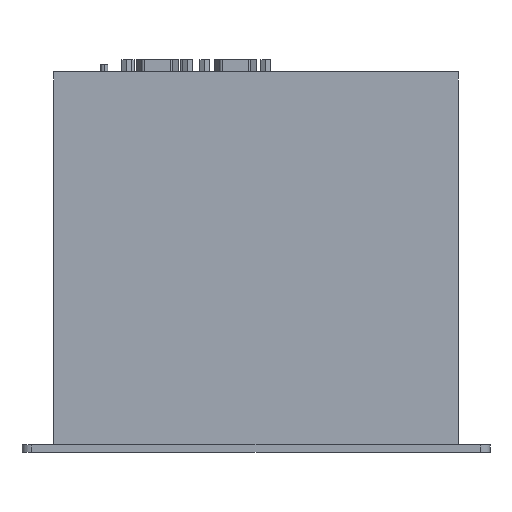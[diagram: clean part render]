
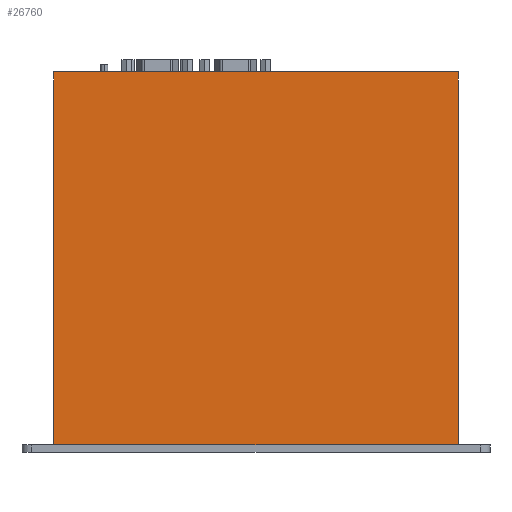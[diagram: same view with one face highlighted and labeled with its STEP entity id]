
A CAD part, left-side view. The second image highlights one B-rep face of the part: STEP entity #26760.
In plain terms, the highlighted planar face has unit normal (-1, 0, 0).
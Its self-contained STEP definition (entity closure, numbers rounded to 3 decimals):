
#760 = LINE ( 'NONE', #35539, #7531 ) ;
#1240 = VECTOR ( 'NONE', #22252, 1000. ) ;
#2053 = VERTEX_POINT ( 'NONE', #34626 ) ;
#3390 = CARTESIAN_POINT ( 'NONE',  ( -28.5, 83., 156. ) ) ;
#3563 = EDGE_CURVE ( 'NONE', #2053, #31112, #17951, .T. ) ;
#3718 = DIRECTION ( 'NONE',  ( 0., -1., 0. ) ) ;
#4744 = CARTESIAN_POINT ( 'NONE',  ( -28.5, -83., 156. ) ) ;
#5423 = ORIENTED_EDGE ( 'NONE', *, *, #34404, .F. ) ;
#6324 = EDGE_CURVE ( 'NONE', #19331, #2053, #760, .T. ) ;
#7531 = VECTOR ( 'NONE', #26928, 1000. ) ;
#7903 = LINE ( 'NONE', #3390, #15649 ) ;
#9500 = DIRECTION ( 'NONE',  ( 0., 1., 0. ) ) ;
#12328 = CARTESIAN_POINT ( 'NONE',  ( -28.5, -83., 3. ) ) ;
#13203 = ORIENTED_EDGE ( 'NONE', *, *, #3563, .T. ) ;
#14617 = EDGE_LOOP ( 'NONE', ( #13203, #5423, #24076, #32262 ) ) ;
#15649 = VECTOR ( 'NONE', #26602, 1000. ) ;
#16630 = LINE ( 'NONE', #4744, #1240 ) ;
#17951 = LINE ( 'NONE', #21087, #24739 ) ;
#18262 = AXIS2_PLACEMENT_3D ( 'NONE', #23975, #26875, #9500 ) ;
#19331 = VERTEX_POINT ( 'NONE', #31390 ) ;
#21047 = PLANE ( 'NONE',  #18262 ) ;
#21087 = CARTESIAN_POINT ( 'NONE',  ( -28.5, 83., 3. ) ) ;
#22252 = DIRECTION ( 'NONE',  ( 0., 0., -1. ) ) ;
#23975 = CARTESIAN_POINT ( 'NONE',  ( -28.5, 83., 156. ) ) ;
#24076 = ORIENTED_EDGE ( 'NONE', *, *, #37211, .F. ) ;
#24739 = VECTOR ( 'NONE', #3718, 1000. ) ;
#26602 = DIRECTION ( 'NONE',  ( 0., -1., 0. ) ) ;
#26760 = ADVANCED_FACE ( 'NONE', ( #28194 ), #21047, .F. ) ;
#26875 = DIRECTION ( 'NONE',  ( 1., 0., 0. ) ) ;
#26928 = DIRECTION ( 'NONE',  ( 0., 0., -1. ) ) ;
#28194 = FACE_OUTER_BOUND ( 'NONE', #14617, .T. ) ;
#28506 = CARTESIAN_POINT ( 'NONE',  ( -28.5, -83., 156. ) ) ;
#28616 = VERTEX_POINT ( 'NONE', #28506 ) ;
#31112 = VERTEX_POINT ( 'NONE', #12328 ) ;
#31390 = CARTESIAN_POINT ( 'NONE',  ( -28.5, 83., 156. ) ) ;
#32262 = ORIENTED_EDGE ( 'NONE', *, *, #6324, .T. ) ;
#34404 = EDGE_CURVE ( 'NONE', #28616, #31112, #16630, .T. ) ;
#34626 = CARTESIAN_POINT ( 'NONE',  ( -28.5, 83., 3. ) ) ;
#35539 = CARTESIAN_POINT ( 'NONE',  ( -28.5, 83., 156. ) ) ;
#37211 = EDGE_CURVE ( 'NONE', #19331, #28616, #7903, .T. ) ;
